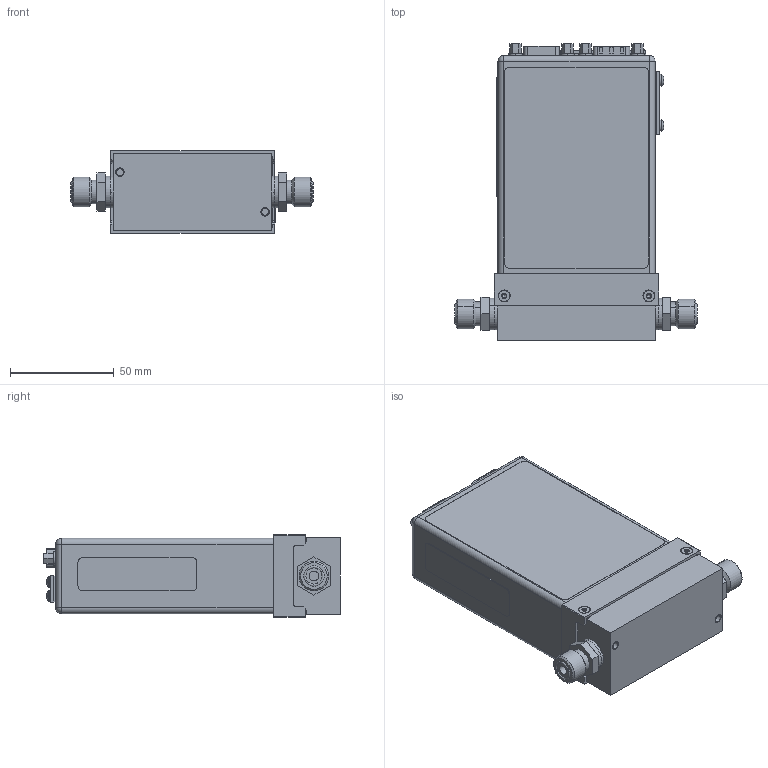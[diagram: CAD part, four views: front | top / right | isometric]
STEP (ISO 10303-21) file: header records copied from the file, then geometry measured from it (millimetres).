
FILE_DESCRIPTION((''),'2;1');
FILE_NAME('ASM0002_ASM','2015-10-12T',('cockrofm'),(''),'PRO/ENGINEER BY PARAMETRIC TECHNOLOGY CORPORATION, 2011490','PRO/ENGINEER BY PARAMETRIC TECHNOLOGY CORPORATION, 2011490','');
FILE_SCHEMA(('CONFIG_CONTROL_DESIGN'));
Length unit declared in the file: inch
Products named in the file (24): PRT0010; PRT0011; PRT0012; ASM0004_ASM; PRT0013; PRT0014; PRT0015; PRT0016; PRT0017; PRT0018; PRT0019; ASM0005_ASM; PRT0020; PRT0021; PRT0022; PRT0023; PRT0024; PRT0025; PRT0026; PRT0027; ASM0003_ASM; 116159_FITTING_4VCO; 116476_FITTING_4VCO; ASM0002_ASM
Assembly tree (38 placements, depth 4):
  ASM0002_ASM
    ASM0003_ASM
      PRT0010
      ASM0004_ASM
        PRT0011
        PRT0012
      PRT0013
      PRT0014
      PRT0015  x8
      PRT0016
      PRT0017
      ASM0005_ASM  x6
        PRT0018
        PRT0019
      PRT0020
      PRT0021
      PRT0022
      PRT0023
      PRT0024
      PRT0025
      PRT0026
      PRT0027  x4
    116159_FITTING_4VCO
    116476_FITTING_4VCO
Bounding box: 116.41 x 142.7 x 39.47 mm (x, y, z)
Volume: 111100.7 mm3; surface area: 116137.4 mm2
Topology: 40 solids, 48 shells, 1971 faces, 4837 edges, 3088 vertices
Faces by surface type: plane 938, cylinder 561, cone 176, extrusion 168, torus 94, sphere 20, bspline 14
Entity records: 44094 total; most frequent: CARTESIAN_POINT 10519, DIRECTION 6920, ORIENTED_EDGE 6712, EDGE_CURVE 3368, AXIS2_PLACEMENT_3D 2325, VECTOR 2270, VERTEX_POINT 2225, LINE 2202
